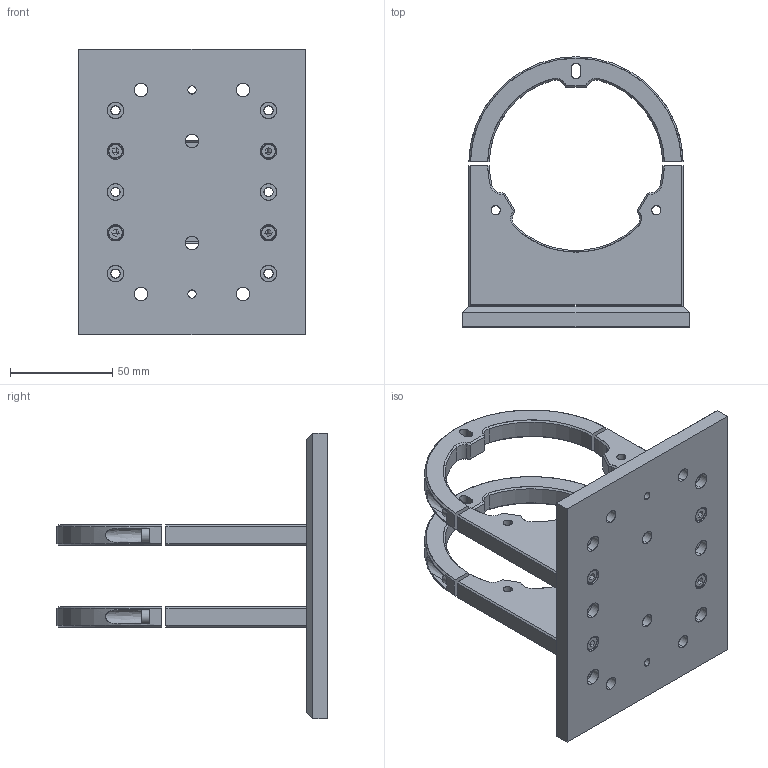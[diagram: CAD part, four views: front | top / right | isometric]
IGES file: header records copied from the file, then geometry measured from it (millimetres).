
Start section: SolidWorks IGES file using analytic representation for surfaces
Global section: file name: DP21310-B_CMHOMC12K067.igs; native system: SolidWorks 2021; preprocessor: SolidWorks 2021; author: lrizzotto; date: 211115.150002; units: millimetre
Bounding box: 111 x 132.5 x 140 mm (x, y, z)
Surface area: 75730.7 mm2 (no closed solid volume)
Topology: 0 solids, 0 shells, 364 faces, 5486 edges, 5486 vertices
Faces by surface type: bspline 184, revolution 180
